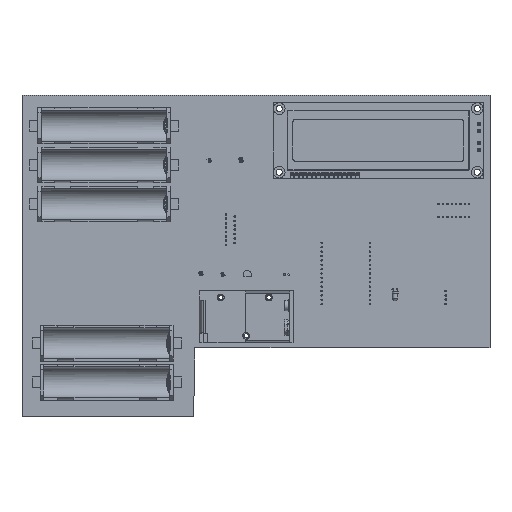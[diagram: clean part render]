
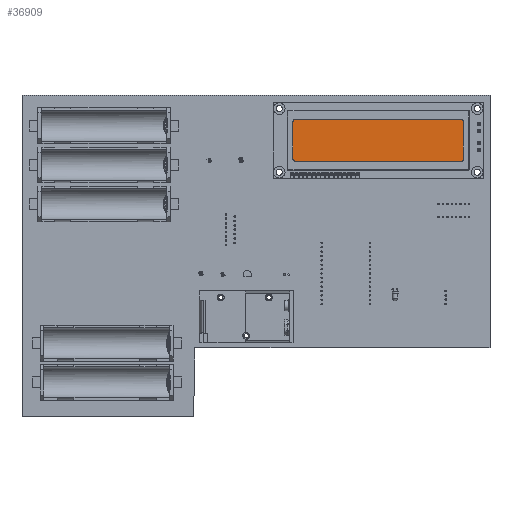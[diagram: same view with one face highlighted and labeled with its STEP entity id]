
A CAD part, top view. The second image highlights one B-rep face of the part: STEP entity #36909.
In plain terms, the highlighted planar face has unit normal (0, 0, 1).
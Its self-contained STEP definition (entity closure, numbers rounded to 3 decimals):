
#35804 = PLANE('',#35805);
#35805 = AXIS2_PLACEMENT_3D('',#35806,#35807,#35808);
#35806 = CARTESIAN_POINT('',(-69.9,-37.1,15.2));
#35807 = DIRECTION('',(0.,0.,1.));
#35808 = DIRECTION('',(1.,0.,-0.));
#36401 = EDGE_CURVE('',#36402,#36404,#36406,.T.);
#36402 = VERTEX_POINT('',#36403);
#36403 = CARTESIAN_POINT('',(-66.5,-30.5,15.2));
#36404 = VERTEX_POINT('',#36405);
#36405 = CARTESIAN_POINT('',(-65.5,-31.5,15.2));
#36406 = SURFACE_CURVE('',#36407,(#36412,#36419),.PCURVE_S1.);
#36407 = CIRCLE('',#36408,1.);
#36408 = AXIS2_PLACEMENT_3D('',#36409,#36410,#36411);
#36409 = CARTESIAN_POINT('',(-65.5,-30.5,15.2));
#36410 = DIRECTION('',(-0.,0.,1.));
#36411 = DIRECTION('',(0.,-1.,0.));
#36412 = PCURVE('',#35804,#36413);
#36413 = DEFINITIONAL_REPRESENTATION('',(#36414),#36418);
#36414 = CIRCLE('',#36415,1.);
#36415 = AXIS2_PLACEMENT_2D('',#36416,#36417);
#36416 = CARTESIAN_POINT('',(4.4,6.6));
#36417 = DIRECTION('',(0.,-1.));
#36418 = ( GEOMETRIC_REPRESENTATION_CONTEXT(2) 
PARAMETRIC_REPRESENTATION_CONTEXT() REPRESENTATION_CONTEXT('2D SPACE',''
  ) );
#36419 = PCURVE('',#36420,#36425);
#36420 = PLANE('',#36421);
#36421 = AXIS2_PLACEMENT_3D('',#36422,#36423,#36424);
#36422 = CARTESIAN_POINT('',(-66.5,-31.5,15.2));
#36423 = DIRECTION('',(0.,0.,1.));
#36424 = DIRECTION('',(1.,0.,-0.));
#36425 = DEFINITIONAL_REPRESENTATION('',(#36426),#36430);
#36426 = CIRCLE('',#36427,1.);
#36427 = AXIS2_PLACEMENT_2D('',#36428,#36429);
#36428 = CARTESIAN_POINT('',(1.,1.));
#36429 = DIRECTION('',(0.,-1.));
#36430 = ( GEOMETRIC_REPRESENTATION_CONTEXT(2) 
PARAMETRIC_REPRESENTATION_CONTEXT() REPRESENTATION_CONTEXT('2D SPACE',''
  ) );
#36432 = EDGE_CURVE('',#36402,#36433,#36435,.T.);
#36433 = VERTEX_POINT('',#36434);
#36434 = CARTESIAN_POINT('',(-66.5,-8.5,15.2));
#36435 = SURFACE_CURVE('',#36436,(#36440,#36447),.PCURVE_S1.);
#36436 = LINE('',#36437,#36438);
#36437 = CARTESIAN_POINT('',(-66.5,-31.5,15.2));
#36438 = VECTOR('',#36439,1.);
#36439 = DIRECTION('',(0.,1.,0.));
#36440 = PCURVE('',#35804,#36441);
#36441 = DEFINITIONAL_REPRESENTATION('',(#36442),#36446);
#36442 = LINE('',#36443,#36444);
#36443 = CARTESIAN_POINT('',(3.4,5.6));
#36444 = VECTOR('',#36445,1.);
#36445 = DIRECTION('',(0.,1.));
#36446 = ( GEOMETRIC_REPRESENTATION_CONTEXT(2) 
PARAMETRIC_REPRESENTATION_CONTEXT() REPRESENTATION_CONTEXT('2D SPACE',''
  ) );
#36447 = PCURVE('',#36420,#36448);
#36448 = DEFINITIONAL_REPRESENTATION('',(#36449),#36453);
#36449 = LINE('',#36450,#36451);
#36450 = CARTESIAN_POINT('',(0.,0.));
#36451 = VECTOR('',#36452,1.);
#36452 = DIRECTION('',(0.,1.));
#36453 = ( GEOMETRIC_REPRESENTATION_CONTEXT(2) 
PARAMETRIC_REPRESENTATION_CONTEXT() REPRESENTATION_CONTEXT('2D SPACE',''
  ) );
#36455 = EDGE_CURVE('',#36433,#36456,#36458,.T.);
#36456 = VERTEX_POINT('',#36457);
#36457 = CARTESIAN_POINT('',(-65.5,-7.5,15.2));
#36458 = SURFACE_CURVE('',#36459,(#36464,#36475),.PCURVE_S1.);
#36459 = CIRCLE('',#36460,1.);
#36460 = AXIS2_PLACEMENT_3D('',#36461,#36462,#36463);
#36461 = CARTESIAN_POINT('',(-65.5,-8.5,15.2));
#36462 = DIRECTION('',(-0.,-0.,-1.));
#36463 = DIRECTION('',(0.,-1.,0.));
#36464 = PCURVE('',#35804,#36465);
#36465 = DEFINITIONAL_REPRESENTATION('',(#36466),#36474);
#36466 = ( BOUNDED_CURVE() B_SPLINE_CURVE(2,(#36467,#36468,#36469,#36470
    ,#36471,#36472,#36473),.UNSPECIFIED.,.T.,.F.) 
B_SPLINE_CURVE_WITH_KNOTS((1,2,2,2,2,1),(-2.094,0.,
    2.094,4.189,6.283,8.378),
.UNSPECIFIED.) CURVE() GEOMETRIC_REPRESENTATION_ITEM() 
RATIONAL_B_SPLINE_CURVE((1.,0.5,1.,0.5,1.,0.5,1.)) REPRESENTATION_ITEM(
  '') );
#36467 = CARTESIAN_POINT('',(4.4,27.6));
#36468 = CARTESIAN_POINT('',(2.668,27.6));
#36469 = CARTESIAN_POINT('',(3.534,29.1));
#36470 = CARTESIAN_POINT('',(4.4,30.6));
#36471 = CARTESIAN_POINT('',(5.266,29.1));
#36472 = CARTESIAN_POINT('',(6.132,27.6));
#36473 = CARTESIAN_POINT('',(4.4,27.6));
#36474 = ( GEOMETRIC_REPRESENTATION_CONTEXT(2) 
PARAMETRIC_REPRESENTATION_CONTEXT() REPRESENTATION_CONTEXT('2D SPACE',''
  ) );
#36475 = PCURVE('',#36420,#36476);
#36476 = DEFINITIONAL_REPRESENTATION('',(#36477),#36485);
#36477 = ( BOUNDED_CURVE() B_SPLINE_CURVE(2,(#36478,#36479,#36480,#36481
    ,#36482,#36483,#36484),.UNSPECIFIED.,.T.,.F.) 
B_SPLINE_CURVE_WITH_KNOTS((1,2,2,2,2,1),(-2.094,0.,
    2.094,4.189,6.283,8.378),
.UNSPECIFIED.) CURVE() GEOMETRIC_REPRESENTATION_ITEM() 
RATIONAL_B_SPLINE_CURVE((1.,0.5,1.,0.5,1.,0.5,1.)) REPRESENTATION_ITEM(
  '') );
#36478 = CARTESIAN_POINT('',(1.,22.));
#36479 = CARTESIAN_POINT('',(-0.732,22.));
#36480 = CARTESIAN_POINT('',(0.134,23.5));
#36481 = CARTESIAN_POINT('',(1.,25.));
#36482 = CARTESIAN_POINT('',(1.866,23.5));
#36483 = CARTESIAN_POINT('',(2.732,22.));
#36484 = CARTESIAN_POINT('',(1.,22.));
#36485 = ( GEOMETRIC_REPRESENTATION_CONTEXT(2) 
PARAMETRIC_REPRESENTATION_CONTEXT() REPRESENTATION_CONTEXT('2D SPACE',''
  ) );
#36487 = EDGE_CURVE('',#36456,#36488,#36490,.T.);
#36488 = VERTEX_POINT('',#36489);
#36489 = CARTESIAN_POINT('',(31.5,-7.5,15.2));
#36490 = SURFACE_CURVE('',#36491,(#36495,#36502),.PCURVE_S1.);
#36491 = LINE('',#36492,#36493);
#36492 = CARTESIAN_POINT('',(-66.5,-7.5,15.2));
#36493 = VECTOR('',#36494,1.);
#36494 = DIRECTION('',(1.,0.,0.));
#36495 = PCURVE('',#35804,#36496);
#36496 = DEFINITIONAL_REPRESENTATION('',(#36497),#36501);
#36497 = LINE('',#36498,#36499);
#36498 = CARTESIAN_POINT('',(3.4,29.6));
#36499 = VECTOR('',#36500,1.);
#36500 = DIRECTION('',(1.,0.));
#36501 = ( GEOMETRIC_REPRESENTATION_CONTEXT(2) 
PARAMETRIC_REPRESENTATION_CONTEXT() REPRESENTATION_CONTEXT('2D SPACE',''
  ) );
#36502 = PCURVE('',#36420,#36503);
#36503 = DEFINITIONAL_REPRESENTATION('',(#36504),#36508);
#36504 = LINE('',#36505,#36506);
#36505 = CARTESIAN_POINT('',(0.,24.));
#36506 = VECTOR('',#36507,1.);
#36507 = DIRECTION('',(1.,0.));
#36508 = ( GEOMETRIC_REPRESENTATION_CONTEXT(2) 
PARAMETRIC_REPRESENTATION_CONTEXT() REPRESENTATION_CONTEXT('2D SPACE',''
  ) );
#36510 = EDGE_CURVE('',#36511,#36488,#36513,.T.);
#36511 = VERTEX_POINT('',#36512);
#36512 = CARTESIAN_POINT('',(32.5,-8.5,15.2));
#36513 = SURFACE_CURVE('',#36514,(#36519,#36526),.PCURVE_S1.);
#36514 = CIRCLE('',#36515,1.);
#36515 = AXIS2_PLACEMENT_3D('',#36516,#36517,#36518);
#36516 = CARTESIAN_POINT('',(31.5,-8.5,15.2));
#36517 = DIRECTION('',(-0.,0.,1.));
#36518 = DIRECTION('',(0.,-1.,0.));
#36519 = PCURVE('',#35804,#36520);
#36520 = DEFINITIONAL_REPRESENTATION('',(#36521),#36525);
#36521 = CIRCLE('',#36522,1.);
#36522 = AXIS2_PLACEMENT_2D('',#36523,#36524);
#36523 = CARTESIAN_POINT('',(101.4,28.6));
#36524 = DIRECTION('',(0.,-1.));
#36525 = ( GEOMETRIC_REPRESENTATION_CONTEXT(2) 
PARAMETRIC_REPRESENTATION_CONTEXT() REPRESENTATION_CONTEXT('2D SPACE',''
  ) );
#36526 = PCURVE('',#36420,#36527);
#36527 = DEFINITIONAL_REPRESENTATION('',(#36528),#36532);
#36528 = CIRCLE('',#36529,1.);
#36529 = AXIS2_PLACEMENT_2D('',#36530,#36531);
#36530 = CARTESIAN_POINT('',(98.,23.));
#36531 = DIRECTION('',(0.,-1.));
#36532 = ( GEOMETRIC_REPRESENTATION_CONTEXT(2) 
PARAMETRIC_REPRESENTATION_CONTEXT() REPRESENTATION_CONTEXT('2D SPACE',''
  ) );
#36534 = EDGE_CURVE('',#36535,#36511,#36537,.T.);
#36535 = VERTEX_POINT('',#36536);
#36536 = CARTESIAN_POINT('',(32.5,-30.5,15.2));
#36537 = SURFACE_CURVE('',#36538,(#36542,#36549),.PCURVE_S1.);
#36538 = LINE('',#36539,#36540);
#36539 = CARTESIAN_POINT('',(32.5,-31.5,15.2));
#36540 = VECTOR('',#36541,1.);
#36541 = DIRECTION('',(0.,1.,0.));
#36542 = PCURVE('',#35804,#36543);
#36543 = DEFINITIONAL_REPRESENTATION('',(#36544),#36548);
#36544 = LINE('',#36545,#36546);
#36545 = CARTESIAN_POINT('',(102.4,5.6));
#36546 = VECTOR('',#36547,1.);
#36547 = DIRECTION('',(0.,1.));
#36548 = ( GEOMETRIC_REPRESENTATION_CONTEXT(2) 
PARAMETRIC_REPRESENTATION_CONTEXT() REPRESENTATION_CONTEXT('2D SPACE',''
  ) );
#36549 = PCURVE('',#36420,#36550);
#36550 = DEFINITIONAL_REPRESENTATION('',(#36551),#36555);
#36551 = LINE('',#36552,#36553);
#36552 = CARTESIAN_POINT('',(99.,0.));
#36553 = VECTOR('',#36554,1.);
#36554 = DIRECTION('',(0.,1.));
#36555 = ( GEOMETRIC_REPRESENTATION_CONTEXT(2) 
PARAMETRIC_REPRESENTATION_CONTEXT() REPRESENTATION_CONTEXT('2D SPACE',''
  ) );
#36557 = EDGE_CURVE('',#36558,#36535,#36560,.T.);
#36558 = VERTEX_POINT('',#36559);
#36559 = CARTESIAN_POINT('',(31.5,-31.5,15.2));
#36560 = SURFACE_CURVE('',#36561,(#36566,#36573),.PCURVE_S1.);
#36561 = CIRCLE('',#36562,1.);
#36562 = AXIS2_PLACEMENT_3D('',#36563,#36564,#36565);
#36563 = CARTESIAN_POINT('',(31.5,-30.5,15.2));
#36564 = DIRECTION('',(-0.,0.,1.));
#36565 = DIRECTION('',(0.,-1.,0.));
#36566 = PCURVE('',#35804,#36567);
#36567 = DEFINITIONAL_REPRESENTATION('',(#36568),#36572);
#36568 = CIRCLE('',#36569,1.);
#36569 = AXIS2_PLACEMENT_2D('',#36570,#36571);
#36570 = CARTESIAN_POINT('',(101.4,6.6));
#36571 = DIRECTION('',(0.,-1.));
#36572 = ( GEOMETRIC_REPRESENTATION_CONTEXT(2) 
PARAMETRIC_REPRESENTATION_CONTEXT() REPRESENTATION_CONTEXT('2D SPACE',''
  ) );
#36573 = PCURVE('',#36420,#36574);
#36574 = DEFINITIONAL_REPRESENTATION('',(#36575),#36579);
#36575 = CIRCLE('',#36576,1.);
#36576 = AXIS2_PLACEMENT_2D('',#36577,#36578);
#36577 = CARTESIAN_POINT('',(98.,1.));
#36578 = DIRECTION('',(0.,-1.));
#36579 = ( GEOMETRIC_REPRESENTATION_CONTEXT(2) 
PARAMETRIC_REPRESENTATION_CONTEXT() REPRESENTATION_CONTEXT('2D SPACE',''
  ) );
#36581 = EDGE_CURVE('',#36404,#36558,#36582,.T.);
#36582 = SURFACE_CURVE('',#36583,(#36587,#36594),.PCURVE_S1.);
#36583 = LINE('',#36584,#36585);
#36584 = CARTESIAN_POINT('',(-66.5,-31.5,15.2));
#36585 = VECTOR('',#36586,1.);
#36586 = DIRECTION('',(1.,0.,0.));
#36587 = PCURVE('',#35804,#36588);
#36588 = DEFINITIONAL_REPRESENTATION('',(#36589),#36593);
#36589 = LINE('',#36590,#36591);
#36590 = CARTESIAN_POINT('',(3.4,5.6));
#36591 = VECTOR('',#36592,1.);
#36592 = DIRECTION('',(1.,0.));
#36593 = ( GEOMETRIC_REPRESENTATION_CONTEXT(2) 
PARAMETRIC_REPRESENTATION_CONTEXT() REPRESENTATION_CONTEXT('2D SPACE',''
  ) );
#36594 = PCURVE('',#36420,#36595);
#36595 = DEFINITIONAL_REPRESENTATION('',(#36596),#36600);
#36596 = LINE('',#36597,#36598);
#36597 = CARTESIAN_POINT('',(0.,0.));
#36598 = VECTOR('',#36599,1.);
#36599 = DIRECTION('',(1.,0.));
#36600 = ( GEOMETRIC_REPRESENTATION_CONTEXT(2) 
PARAMETRIC_REPRESENTATION_CONTEXT() REPRESENTATION_CONTEXT('2D SPACE',''
  ) );
#36909 = ADVANCED_FACE('',(#36910),#36420,.T.);
#36910 = FACE_BOUND('',#36911,.T.);
#36911 = EDGE_LOOP('',(#36912,#36913,#36914,#36915,#36916,#36917,#36918,
    #36919));
#36912 = ORIENTED_EDGE('',*,*,#36534,.T.);
#36913 = ORIENTED_EDGE('',*,*,#36510,.T.);
#36914 = ORIENTED_EDGE('',*,*,#36487,.F.);
#36915 = ORIENTED_EDGE('',*,*,#36455,.F.);
#36916 = ORIENTED_EDGE('',*,*,#36432,.F.);
#36917 = ORIENTED_EDGE('',*,*,#36401,.T.);
#36918 = ORIENTED_EDGE('',*,*,#36581,.T.);
#36919 = ORIENTED_EDGE('',*,*,#36557,.T.);
